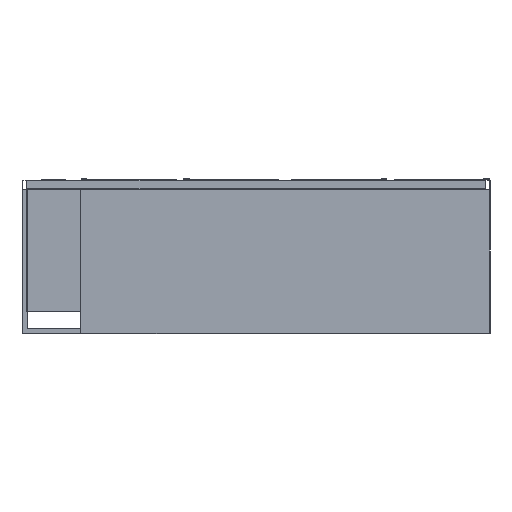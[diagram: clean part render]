
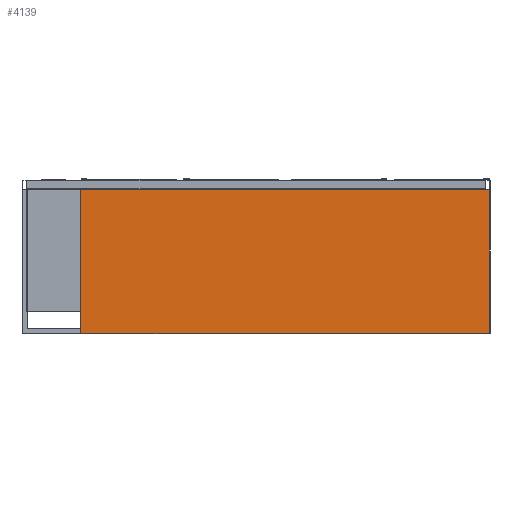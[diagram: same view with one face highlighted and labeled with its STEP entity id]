
A CAD part, front view. The second image highlights one B-rep face of the part: STEP entity #4139.
In plain terms, the highlighted planar face has unit normal (0, -1, 0).
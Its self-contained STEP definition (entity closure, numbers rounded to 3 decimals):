
#4139 = ADVANCED_FACE ( 'Fl�che8', ( #30583 ), #21529, .T. ) ;
#4584 = LINE ( 'NONE', #19333, #34122 ) ;
#4726 = DIRECTION ( 'NONE',  ( 0., 0., -1. ) ) ;
#5991 = VERTEX_POINT ( 'NONE', #22583 ) ;
#7125 = LINE ( 'NONE', #7313, #28643 ) ;
#7313 = CARTESIAN_POINT ( 'NONE',  ( -880., -355., -42. ) ) ;
#8159 = DIRECTION ( 'NONE',  ( 0., 0., -1. ) ) ;
#9067 = EDGE_LOOP ( 'NONE', ( #10780, #35086, #28996, #13640 ) ) ;
#10780 = ORIENTED_EDGE ( 'NONE', *, *, #34573, .T. ) ;
#11342 = EDGE_CURVE ( 'NONE', #5991, #36484, #19041, .T. ) ;
#11700 = CARTESIAN_POINT ( 'NONE',  ( 878., -355., -42. ) ) ;
#11872 = DIRECTION ( 'NONE',  ( 1., 0., 0. ) ) ;
#12292 = VECTOR ( 'NONE', #11872, 1000. ) ;
#13640 = ORIENTED_EDGE ( 'NONE', *, *, #11342, .T. ) ;
#14388 = AXIS2_PLACEMENT_3D ( 'NONE', #24361, #19089, #4726 ) ;
#14903 = CARTESIAN_POINT ( 'NONE',  ( -880., -355., -658. ) ) ;
#19041 = LINE ( 'NONE', #30527, #33157 ) ;
#19089 = DIRECTION ( 'NONE',  ( 0., -1., 0. ) ) ;
#19333 = CARTESIAN_POINT ( 'NONE',  ( -878., -355., -660. ) ) ;
#21529 = PLANE ( 'NONE',  #14388 ) ;
#22583 = CARTESIAN_POINT ( 'NONE',  ( 878., -355., -658. ) ) ;
#24071 = CARTESIAN_POINT ( 'NONE',  ( -878., -355., -658. ) ) ;
#24361 = CARTESIAN_POINT ( 'NONE',  ( -880., -355., -660. ) ) ;
#24683 = DIRECTION ( 'NONE',  ( -1., 0., 0. ) ) ;
#26852 = EDGE_CURVE ( 'NONE', #34864, #5991, #31884, .T. ) ;
#27717 = DIRECTION ( 'NONE',  ( 0., 0., 1. ) ) ;
#27953 = CARTESIAN_POINT ( 'NONE',  ( -878., -355., -42. ) ) ;
#28097 = EDGE_CURVE ( 'NONE', #28476, #34864, #4584, .T. ) ;
#28476 = VERTEX_POINT ( 'NONE', #27953 ) ;
#28643 = VECTOR ( 'NONE', #24683, 1000. ) ;
#28996 = ORIENTED_EDGE ( 'NONE', *, *, #26852, .T. ) ;
#30527 = CARTESIAN_POINT ( 'NONE',  ( 878., -355., -660. ) ) ;
#30583 = FACE_OUTER_BOUND ( 'NONE', #9067, .T. ) ;
#31884 = LINE ( 'NONE', #14903, #12292 ) ;
#33157 = VECTOR ( 'NONE', #27717, 1000. ) ;
#34122 = VECTOR ( 'NONE', #8159, 1000. ) ;
#34573 = EDGE_CURVE ( 'NONE', #36484, #28476, #7125, .T. ) ;
#34864 = VERTEX_POINT ( 'NONE', #24071 ) ;
#35086 = ORIENTED_EDGE ( 'NONE', *, *, #28097, .T. ) ;
#36484 = VERTEX_POINT ( 'NONE', #11700 ) ;
